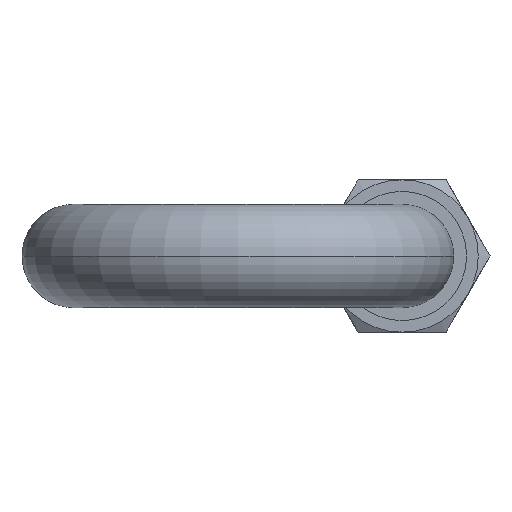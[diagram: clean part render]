
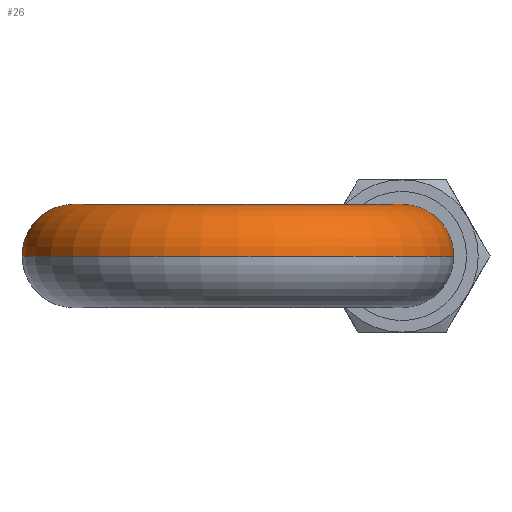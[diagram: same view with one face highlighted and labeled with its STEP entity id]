
A CAD part, front view. The second image highlights one B-rep face of the part: STEP entity #26.
In plain terms, the highlighted toroidal (fillet/blend) face has major radius 15.9 mm and minor radius 5 mm.
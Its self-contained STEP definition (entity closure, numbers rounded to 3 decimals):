
#17 = DIRECTION ( 'NONE',  ( 0., 0., 1. ) ) ;
#25 = DIRECTION ( 'NONE',  ( 0., 1., 0. ) ) ;
#26 = ADVANCED_FACE ( 'NONE', ( #1884 ), #1566, .T. ) ;
#45 = CARTESIAN_POINT ( 'NONE',  ( -10.9, -23.85, 0. ) ) ;
#93 = VERTEX_POINT ( 'NONE', #45 ) ;
#96 = ORIENTED_EDGE ( 'NONE', *, *, #1784, .F. ) ;
#112 = AXIS2_PLACEMENT_3D ( 'NONE', #381, #1916, #1778 ) ;
#140 = VERTEX_POINT ( 'NONE', #684 ) ;
#172 = VERTEX_POINT ( 'NONE', #841 ) ;
#237 = AXIS2_PLACEMENT_3D ( 'NONE', #1846, #750, #1380 ) ;
#238 = CARTESIAN_POINT ( 'NONE',  ( 20.9, -23.85, 0. ) ) ;
#241 = ORIENTED_EDGE ( 'NONE', *, *, #1138, .T. ) ;
#243 = CIRCLE ( 'NONE', #237, 20.9 ) ;
#314 = CARTESIAN_POINT ( 'NONE',  ( 10.9, -23.85, 0. ) ) ;
#350 = EDGE_CURVE ( 'NONE', #140, #822, #243, .T. ) ;
#381 = CARTESIAN_POINT ( 'NONE',  ( -15.9, -23.85, 0. ) ) ;
#396 = ORIENTED_EDGE ( 'NONE', *, *, #1020, .F. ) ;
#420 = CARTESIAN_POINT ( 'NONE',  ( 15.9, -23.85, 0. ) ) ;
#426 = DIRECTION ( 'NONE',  ( 1., 0., 0. ) ) ;
#468 = EDGE_CURVE ( 'NONE', #511, #172, #1736, .T. ) ;
#481 = CARTESIAN_POINT ( 'NONE',  ( 15.9, -23.85, 0. ) ) ;
#511 = VERTEX_POINT ( 'NONE', #314 ) ;
#562 = DIRECTION ( 'NONE',  ( 0., 0., 1. ) ) ;
#576 = CIRCLE ( 'NONE', #1107, 5. ) ;
#638 = EDGE_LOOP ( 'NONE', ( #241, #1338, #396, #1797, #96 ) ) ;
#657 = DIRECTION ( 'NONE',  ( 0., 1., 0. ) ) ;
#684 = CARTESIAN_POINT ( 'NONE',  ( -20.9, -23.85, 0. ) ) ;
#750 = DIRECTION ( 'NONE',  ( 0., 0., 1. ) ) ;
#815 = DIRECTION ( 'NONE',  ( 0., 0., 1. ) ) ;
#822 = VERTEX_POINT ( 'NONE', #238 ) ;
#841 = CARTESIAN_POINT ( 'NONE',  ( 15.9, -23.85, 5. ) ) ;
#919 = AXIS2_PLACEMENT_3D ( 'NONE', #420, #657, #1546 ) ;
#1020 = EDGE_CURVE ( 'NONE', #172, #822, #576, .T. ) ;
#1098 = CIRCLE ( 'NONE', #1905, 10.9 ) ;
#1106 = CIRCLE ( 'NONE', #112, 5. ) ;
#1107 = AXIS2_PLACEMENT_3D ( 'NONE', #481, #25, #17 ) ;
#1138 = EDGE_CURVE ( 'NONE', #93, #140, #1106, .T. ) ;
#1338 = ORIENTED_EDGE ( 'NONE', *, *, #350, .T. ) ;
#1350 = CARTESIAN_POINT ( 'NONE',  ( 0., -23.85, 0. ) ) ;
#1380 = DIRECTION ( 'NONE',  ( 1., 0., 0. ) ) ;
#1439 = AXIS2_PLACEMENT_3D ( 'NONE', #1900, #815, #1749 ) ;
#1546 = DIRECTION ( 'NONE',  ( 0., 0., 1. ) ) ;
#1566 = TOROIDAL_SURFACE ( 'NONE', #1439, 15.9, 5. ) ;
#1736 = CIRCLE ( 'NONE', #919, 5. ) ;
#1749 = DIRECTION ( 'NONE',  ( 1., 0., 0. ) ) ;
#1778 = DIRECTION ( 'NONE',  ( 0., 0., 1. ) ) ;
#1784 = EDGE_CURVE ( 'NONE', #93, #511, #1098, .T. ) ;
#1797 = ORIENTED_EDGE ( 'NONE', *, *, #468, .F. ) ;
#1846 = CARTESIAN_POINT ( 'NONE',  ( 0., -23.85, 0. ) ) ;
#1884 = FACE_OUTER_BOUND ( 'NONE', #638, .T. ) ;
#1900 = CARTESIAN_POINT ( 'NONE',  ( 0., -23.85, 0. ) ) ;
#1905 = AXIS2_PLACEMENT_3D ( 'NONE', #1350, #562, #426 ) ;
#1916 = DIRECTION ( 'NONE',  ( 0., -1., 0. ) ) ;
